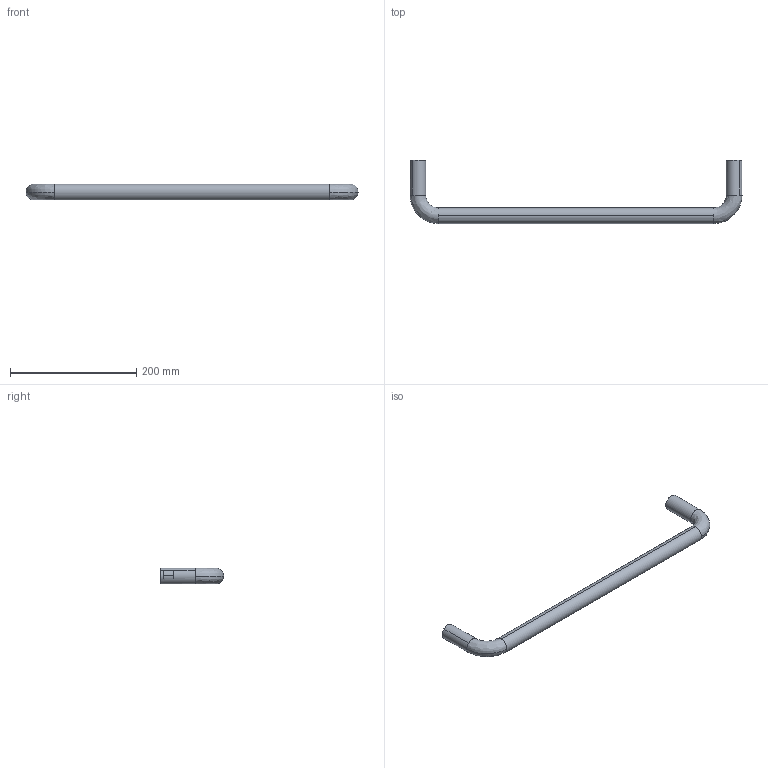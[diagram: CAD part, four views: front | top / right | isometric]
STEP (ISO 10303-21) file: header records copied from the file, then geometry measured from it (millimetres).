
FILE_DESCRIPTION((''),'2;1');
FILE_NAME('','2011-05-27T14:36:45',(''),(''),'','CADfix','');
FILE_SCHEMA(('AUTOMOTIVE_DESIGN { 1 0 10303 214 1 1 1 1 }'));
Length unit declared in the file: millimetre
Bounding box: 525 x 100 x 25 mm (x, y, z)
Volume: 90802.8 mm3; surface area: 99340.7 mm2
Topology: 3 solids, 3 shells, 34 faces, 114 edges, 86 vertices
Faces by surface type: bspline 34
Entity records: 1516 total; most frequent: CARTESIAN_POINT 900, ORIENTED_EDGE 228, EDGE_CURVE 114, VERTEX_POINT 86, EDGE_LOOP 40, FACE_OUTER_BOUND 34, ADVANCED_FACE 34, QUASI_UNIFORM_CURVE 20
